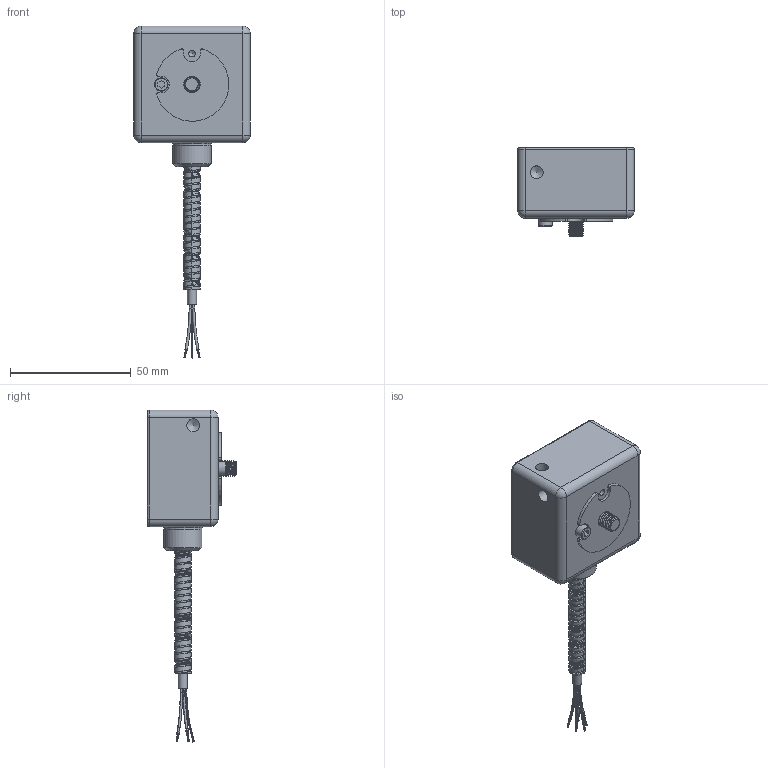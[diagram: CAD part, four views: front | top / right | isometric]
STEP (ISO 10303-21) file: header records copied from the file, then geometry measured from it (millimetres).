
FILE_DESCRIPTION(/* description */ (''),/* implementation_level */ '2;1');
FILE_NAME(/* name */ 'TXFA531.stp',/* time_stamp */ '2021-07-13T08:41:39-04:00',/* author */ ('lcup'),/* organization */ (''),/* preprocessor_version */ 'ST-DEVELOPER v18',/* originating_system */ 'Autodesk Inventor 2020',/* authorisation */ '');
FILE_SCHEMA (('AUTOMOTIVE_DESIGN { 1 0 10303 214 3 1 1 }'));
Products named in the file (21): TXFA SERIES; EPN11322; EPN11323; ACP50448; ACP32131; ACA10196; ACP32003; ACP32132; ACP32133; ACP32240; ACP32260; ACP32259; ACP32239; ACP32274; ACP50051; ACP50063; EPN11316; ACP32224; CB218; CBP10196; CBP10038
Assembly tree (31 placements, depth 4):
  TXFA SERIES
    EPN11322
    EPN11323
    ACP50448
    ACP32131
    ACA10196  x3
      ACP32003
      ACP32132
      ACP32133
      ACP32240
      ACP32260
        ACP32259
    ACP32239
      ACP32274
      ACP50051  x4
      ACP50063  x4
      EPN11316  x4
    ACP32224
    CB218
      CBP10196
      CBP10038
Bounding box: 48.29 x 36.83 x 137.34 mm (x, y, z)
Volume: 48706.5 mm3; surface area: 45966.2 mm2
Topology: 111 solids, 111 shells, 1668 faces, 4000 edges, 2438 vertices
Faces by surface type: plane 576, cylinder 492, torus 279, bspline 257, cone 60, sphere 4
Full cylindrical faces by diameter (mm): 0.127 x24, 1.016 x15, 1.27 x12, 2.032 x8, 2.642 x2, 3.505 x1, 3.759 x1, 4.064 x1, 4.496 x20, 4.501 x3, 4.572 x3, 4.953 x1, 5.004 x2, 5.258 x22, 5.359 x3, 5.385 x20, 5.588 x1, 5.969 x20, 6.096 x24, 6.35 x2, 6.756 x1, 6.858 x24, 7.95 x2, 8.4 x3, 9.525 x1, 10.471 x1, 10.668 x1, 11.43 x5, 12.7 x1, 13.208 x1
Entity records: 52657 total; most frequent: CARTESIAN_POINT 19827, DIRECTION 6835, ORIENTED_EDGE 6274, EDGE_CURVE 3137, AXIS2_PLACEMENT_3D 3010, VERTEX_POINT 1952, CIRCLE 1712, EDGE_LOOP 1481
